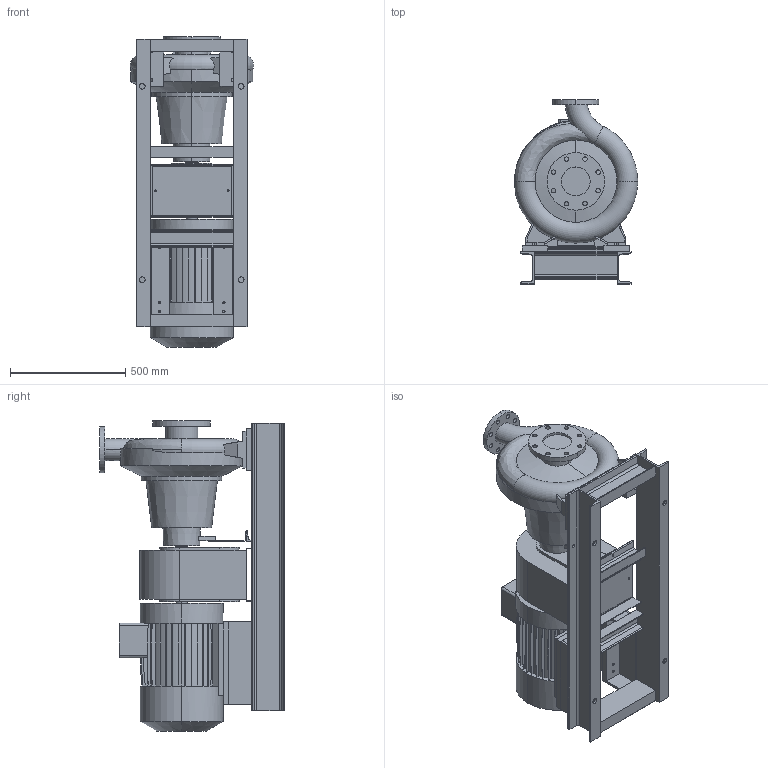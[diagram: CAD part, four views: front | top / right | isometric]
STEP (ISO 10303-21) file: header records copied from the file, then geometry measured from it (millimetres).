
FILE_DESCRIPTION (( 'STEP AP203' ), '1' );
FILE_NAME ('10018148swa00.step', '2023-07-07T12:06:39', ( '' ), ( '' ), 'SwSTEP 2.0', 'SolidWorks 2020', '' );
FILE_SCHEMA (( 'CONFIG_CONTROL_DESIGN' ));
Length unit declared in the file: millimetre
Products named in the file (5): 10018097swp00_MCG 25 N4 80-400 180; 10018148swa00; 10018072swp00_180M 2-6; 90.328.03swp02_LAVORATO<A macchina>; 10017783swp00_80-400 
Assembly tree (4 placements, depth 2):
  10018148swa00
    10017783swp00_80-400 
    10018097swp00_MCG 25 N4 80-400 180
    10018072swp00_180M 2-6
    90.328.03swp02_LAVORATO<A macchina>
Bounding box: 535.89 x 800 x 1348 mm (x, y, z)
Volume: 148182645.1 mm3; surface area: 5757053.3 mm2
Topology: 20 solids, 21 shells, 697 faces, 1906 edges, 1265 vertices
Faces by surface type: plane 483, cylinder 194, cone 11, torus 7, bspline 2
Entity records: 24265 total; most frequent: CARTESIAN_POINT 5692, ORIENTED_EDGE 3812, DIRECTION 3646, EDGE_CURVE 1906, LINE 1422, VECTOR 1422, VERTEX_POINT 1265, AXIS2_PLACEMENT_3D 1112
